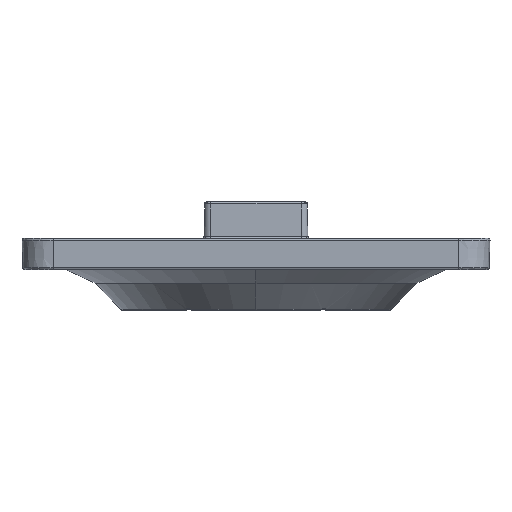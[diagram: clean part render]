
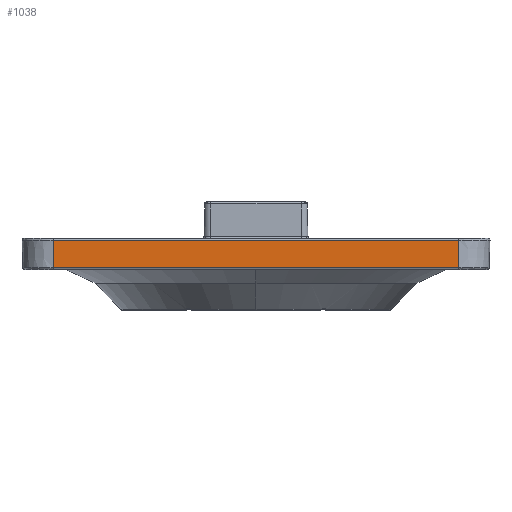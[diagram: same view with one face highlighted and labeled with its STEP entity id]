
A CAD part, left-side view. The second image highlights one B-rep face of the part: STEP entity #1038.
In plain terms, the highlighted planar face has unit normal (-1, 0, -0.018).
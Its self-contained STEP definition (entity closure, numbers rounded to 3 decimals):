
#239 = VERTEX_POINT ( 'NONE', #4358 ) ;
#257 = EDGE_CURVE ( 'NONE', #6288, #6336, #1459, .T. ) ;
#273 = EDGE_CURVE ( 'NONE', #6288, #239, #3401, .T. ) ;
#420 = ORIENTED_EDGE ( 'NONE', *, *, #5427, .F. ) ;
#490 = ORIENTED_EDGE ( 'NONE', *, *, #1762, .T. ) ;
#939 = DIRECTION ( 'NONE',  ( 0., -1., 0. ) ) ;
#949 = CARTESIAN_POINT ( 'NONE',  ( -22.451, 0., 0.197 ) ) ;
#1038 = ADVANCED_FACE ( 'NONE', ( #3994 ), #6494, .T. ) ;
#1459 = LINE ( 'NONE', #4343, #6493 ) ;
#1475 = EDGE_LOOP ( 'NONE', ( #420, #2772, #2568, #490 ) ) ;
#1759 = VECTOR ( 'NONE', #4210, 1000. ) ;
#1762 = EDGE_CURVE ( 'NONE', #6336, #5861, #3905, .T. ) ;
#1848 = CARTESIAN_POINT ( 'NONE',  ( -22.5, 0., 3. ) ) ;
#2174 = CARTESIAN_POINT ( 'NONE',  ( -22.451, -19.5, 0.197 ) ) ;
#2568 = ORIENTED_EDGE ( 'NONE', *, *, #257, .T. ) ;
#2772 = ORIENTED_EDGE ( 'NONE', *, *, #273, .F. ) ;
#3237 = CARTESIAN_POINT ( 'NONE',  ( -22.451, 19.5, 0.197 ) ) ;
#3304 = VECTOR ( 'NONE', #939, 1000. ) ;
#3401 = LINE ( 'NONE', #4339, #5614 ) ;
#3905 = LINE ( 'NONE', #949, #3304 ) ;
#3994 = FACE_OUTER_BOUND ( 'NONE', #1475, .T. ) ;
#4100 = DIRECTION ( 'NONE',  ( 0., -1., 0. ) ) ;
#4163 = CARTESIAN_POINT ( 'NONE',  ( -8732.525, -19.5, 499000. ) ) ;
#4210 = DIRECTION ( 'NONE',  ( 0.017, 0., -1. ) ) ;
#4294 = DIRECTION ( 'NONE',  ( 0.017, 0., -1. ) ) ;
#4339 = CARTESIAN_POINT ( 'NONE',  ( -22.496, 0., 2.797 ) ) ;
#4343 = CARTESIAN_POINT ( 'NONE',  ( -22.5, 19.5, 3. ) ) ;
#4358 = CARTESIAN_POINT ( 'NONE',  ( -22.496, -19.5, 2.797 ) ) ;
#4638 = CARTESIAN_POINT ( 'NONE',  ( -22.496, 19.5, 2.797 ) ) ;
#5427 = EDGE_CURVE ( 'NONE', #239, #5861, #6728, .T. ) ;
#5614 = VECTOR ( 'NONE', #4100, 1000. ) ;
#5828 = AXIS2_PLACEMENT_3D ( 'NONE', #1848, #6468, #6420 ) ;
#5861 = VERTEX_POINT ( 'NONE', #2174 ) ;
#6288 = VERTEX_POINT ( 'NONE', #4638 ) ;
#6336 = VERTEX_POINT ( 'NONE', #3237 ) ;
#6420 = DIRECTION ( 'NONE',  ( -0.017, 0., 1. ) ) ;
#6468 = DIRECTION ( 'NONE',  ( -1., 0., -0.017 ) ) ;
#6493 = VECTOR ( 'NONE', #4294, 1000. ) ;
#6494 = PLANE ( 'NONE',  #5828 ) ;
#6728 = LINE ( 'NONE', #4163, #1759 ) ;
